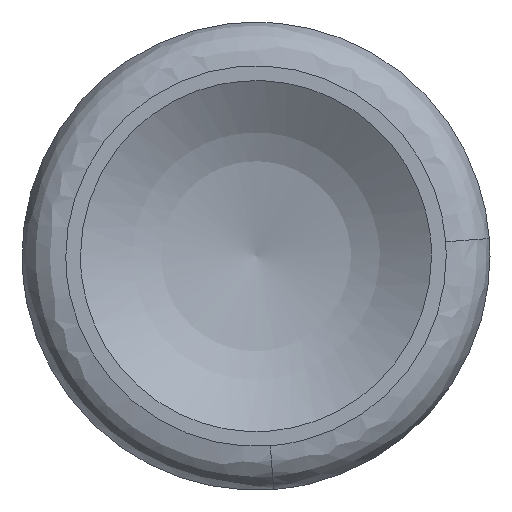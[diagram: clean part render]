
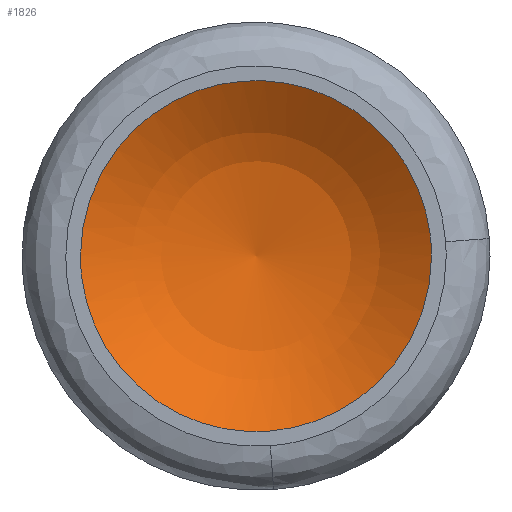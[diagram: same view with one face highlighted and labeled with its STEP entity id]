
A CAD part, top view. The second image highlights one B-rep face of the part: STEP entity #1826.
In plain terms, the highlighted free-form (B-spline) face has degree [2, 2] with [4, 4] control points.
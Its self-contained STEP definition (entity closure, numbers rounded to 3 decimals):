
#1766=CARTESIAN_POINT('',(-5.779,5.779,11.738));
#1767=CARTESIAN_POINT('',(-3.232,6.464,9.87));
#1768=CARTESIAN_POINT('',(3.232,6.464,9.87));
#1769=CARTESIAN_POINT('',(5.779,5.779,11.738));
#1770=CARTESIAN_POINT('',(-6.464,3.232,9.87));
#1771=CARTESIAN_POINT('',(-3.666,3.666,7.5));
#1772=CARTESIAN_POINT('',(3.666,3.666,7.5));
#1773=CARTESIAN_POINT('',(6.464,3.232,9.87));
#1774=CARTESIAN_POINT('',(-6.464,-3.232,9.87));
#1775=CARTESIAN_POINT('',(-3.666,-3.666,7.5));
#1776=CARTESIAN_POINT('',(3.666,-3.666,7.5));
#1777=CARTESIAN_POINT('',(6.464,-3.232,9.87));
#1778=CARTESIAN_POINT('',(-5.779,-5.779,11.738));
#1779=CARTESIAN_POINT('',(-3.232,-6.464,9.87));
#1780=CARTESIAN_POINT('',(3.232,-6.464,9.87));
#1781=CARTESIAN_POINT('',(5.779,-5.779,11.738));
#1789=(BOUNDED_SURFACE()B_SPLINE_SURFACE(2,2,((#1766,#1770,#1774,#1778),(#1767,#1771,#1775,#1779),(#1768,#1772,#1776,#1780),(#1769,#1773,#1777,#1781)),.UNSPECIFIED.,.F.,.F.,.U.)B_SPLINE_SURFACE_WITH_KNOTS((3,1,3),(3,1,3),(0.0,6.871,13.742),(0.0,6.871,13.742),.UNSPECIFIED.)GEOMETRIC_REPRESENTATION_ITEM()RATIONAL_B_SPLINE_SURFACE(((1.269,1.134,1.134,1.269),(1.134,1.0,1.0,1.134),(1.134,1.0,1.0,1.134),(1.269,1.134,1.134,1.269)))REPRESENTATION_ITEM('')SURFACE());
#1790=CARTESIAN_POINT('',(6.0,0.0,9.5));
#1791=VERTEX_POINT('',#1790);
#1792=CARTESIAN_POINT('',(-6.0,0.0,9.5));
#1793=VERTEX_POINT('',#1792);
#1794=CARTESIAN_POINT('',(6.0,0.0,9.5));
#1795=CARTESIAN_POINT('',(6.0,-6.0,9.5));
#1796=CARTESIAN_POINT('',(0.0,-6.0,9.5));
#1797=CARTESIAN_POINT('',(-6.0,-6.0,9.5));
#1798=CARTESIAN_POINT('',(-6.0,0.0,9.5));
#1806=(BOUNDED_CURVE()B_SPLINE_CURVE(2,(#1794,#1795,#1796,#1797,#1798),.UNSPECIFIED.,.F.,.U.)B_SPLINE_CURVE_WITH_KNOTS((3,2,3),(0.5,0.75,1.0),.UNSPECIFIED.)CURVE()GEOMETRIC_REPRESENTATION_ITEM()RATIONAL_B_SPLINE_CURVE((1.0,0.707,1.0,0.707,1.0))REPRESENTATION_ITEM(''));
#1807=EDGE_CURVE('',#1791,#1793,#1806,.T.);
#1808=ORIENTED_EDGE('',*,*,#1807,.F.);
#1809=CARTESIAN_POINT('',(-6.0,0.0,9.5));
#1810=CARTESIAN_POINT('',(-6.0,6.0,9.5));
#1811=CARTESIAN_POINT('',(0.0,6.0,9.5));
#1812=CARTESIAN_POINT('',(6.0,6.0,9.5));
#1813=CARTESIAN_POINT('',(6.0,0.0,9.5));
#1821=(BOUNDED_CURVE()B_SPLINE_CURVE(2,(#1809,#1810,#1811,#1812,#1813),.UNSPECIFIED.,.F.,.U.)B_SPLINE_CURVE_WITH_KNOTS((3,2,3),(0.0,0.25,0.5),.UNSPECIFIED.)CURVE()GEOMETRIC_REPRESENTATION_ITEM()RATIONAL_B_SPLINE_CURVE((1.0,0.707,1.0,0.707,1.0))REPRESENTATION_ITEM(''));
#1822=EDGE_CURVE('',#1793,#1791,#1821,.T.);
#1823=ORIENTED_EDGE('',*,*,#1822,.F.);
#1824=EDGE_LOOP('',(#1808,#1823));
#1825=FACE_OUTER_BOUND('',#1824,.T.);
#1826=ADVANCED_FACE('',(#1825),#1789,.F.);
